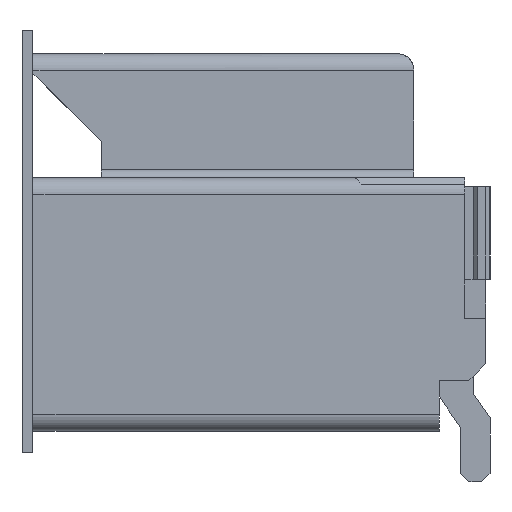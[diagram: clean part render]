
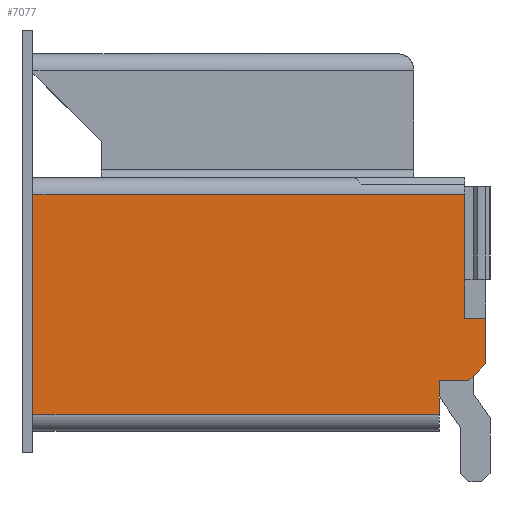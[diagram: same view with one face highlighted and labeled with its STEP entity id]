
A CAD part, left-side view. The second image highlights one B-rep face of the part: STEP entity #7077.
In plain terms, the highlighted planar face has unit normal (-1, 0, 0).
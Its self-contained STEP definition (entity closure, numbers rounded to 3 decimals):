
#1312=DIRECTION('',(0.,0.,1.));
#1313=VECTOR('',#1312,0.54);
#1314=CARTESIAN_POINT('',(-4.,-2.675,-0.71));
#1315=LINE('',#1314,#1313);
#1469=DIRECTION('',(0.,0.,1.));
#1470=VECTOR('',#1469,2.6);
#1471=CARTESIAN_POINT('',(-4.,2.685,-1.31));
#1472=LINE('',#1471,#1470);
#1948=DIRECTION('',(0.,1.,0.));
#1949=VECTOR('',#1948,5.11);
#1950=CARTESIAN_POINT('',(-4.,-2.425,1.29));
#1951=LINE('',#1950,#1949);
#2034=DIRECTION('',(0.,0.,-1.));
#2035=VECTOR('',#2034,1.46);
#2036=CARTESIAN_POINT('',(-4.,-2.425,1.29));
#2037=LINE('',#2036,#2035);
#2038=DIRECTION('',(0.,1.,0.));
#2039=VECTOR('',#2038,0.25);
#2040=CARTESIAN_POINT('',(-4.,-2.675,-0.17));
#2041=LINE('',#2040,#2039);
#2042=DIRECTION('',(0.,0.707,-0.707));
#2043=VECTOR('',#2042,0.283);
#2044=CARTESIAN_POINT('',(-4.,-2.675,-0.71));
#2045=LINE('',#2044,#2043);
#2046=DIRECTION('',(0.,1.,0.));
#2047=VECTOR('',#2046,0.35);
#2048=CARTESIAN_POINT('',(-4.,-2.475,-0.91));
#2049=LINE('',#2048,#2047);
#2050=DIRECTION('',(0.,0.,1.));
#2051=VECTOR('',#2050,0.4);
#2052=CARTESIAN_POINT('',(-4.,-2.125,-1.31));
#2053=LINE('',#2052,#2051);
#2054=DIRECTION('',(0.,1.,0.));
#2055=VECTOR('',#2054,4.81);
#2056=CARTESIAN_POINT('',(-4.,-2.125,-1.31));
#2057=LINE('',#2056,#2055);
#3459=CARTESIAN_POINT('',(-4.,2.685,-1.31));
#3460=CARTESIAN_POINT('',(-4.,2.685,1.29));
#3461=VERTEX_POINT('',#3459);
#3462=VERTEX_POINT('',#3460);
#3657=CARTESIAN_POINT('',(-4.,-2.675,-0.71));
#3658=CARTESIAN_POINT('',(-4.,-2.475,-0.91));
#3659=VERTEX_POINT('',#3657);
#3660=VERTEX_POINT('',#3658);
#3661=CARTESIAN_POINT('',(-4.,-2.125,-0.91));
#3662=VERTEX_POINT('',#3661);
#3663=CARTESIAN_POINT('',(-4.,-2.125,-1.31));
#3664=VERTEX_POINT('',#3663);
#3697=CARTESIAN_POINT('',(-4.,-2.675,-0.17));
#3699=VERTEX_POINT('',#3697);
#3709=CARTESIAN_POINT('',(-4.,-2.425,1.29));
#3710=CARTESIAN_POINT('',(-4.,-2.425,-0.17));
#3711=VERTEX_POINT('',#3709);
#3712=VERTEX_POINT('',#3710);
#7057=CARTESIAN_POINT('',(-4.,-2.675,-1.31));
#7058=DIRECTION('',(-1.,0.,0.));
#7059=DIRECTION('',(0.,0.,1.));
#7060=AXIS2_PLACEMENT_3D('',#7057,#7058,#7059);
#7061=PLANE('',#7060);
#7062=ORIENTED_EDGE('',*,*,#4643,.T.);
#7064=ORIENTED_EDGE('',*,*,#7063,.F.);
#7065=ORIENTED_EDGE('',*,*,#6024,.F.);
#7067=ORIENTED_EDGE('',*,*,#7066,.T.);
#7069=ORIENTED_EDGE('',*,*,#7068,.T.);
#7070=ORIENTED_EDGE('',*,*,#5677,.F.);
#7072=ORIENTED_EDGE('',*,*,#7071,.T.);
#7073=ORIENTED_EDGE('',*,*,#6227,.T.);
#7074=ORIENTED_EDGE('',*,*,#6917,.F.);
#7075=EDGE_LOOP('',(#7062,#7064,#7065,#7067,#7069,#7070,#7072,#7073,#7074));
#7076=FACE_OUTER_BOUND('',#7075,.F.);
#7077=ADVANCED_FACE('',(#7076),#7061,.T.);
#4643=EDGE_CURVE('',#3711,#3712,#2037,.T.);
#5677=EDGE_CURVE('',#3664,#3662,#2053,.T.);
#6024=EDGE_CURVE('',#3659,#3699,#1315,.T.);
#6227=EDGE_CURVE('',#3461,#3462,#1472,.T.);
#6917=EDGE_CURVE('',#3711,#3462,#1951,.T.);
#7063=EDGE_CURVE('',#3699,#3712,#2041,.T.);
#7066=EDGE_CURVE('',#3659,#3660,#2045,.T.);
#7068=EDGE_CURVE('',#3660,#3662,#2049,.T.);
#7071=EDGE_CURVE('',#3664,#3461,#2057,.T.);
